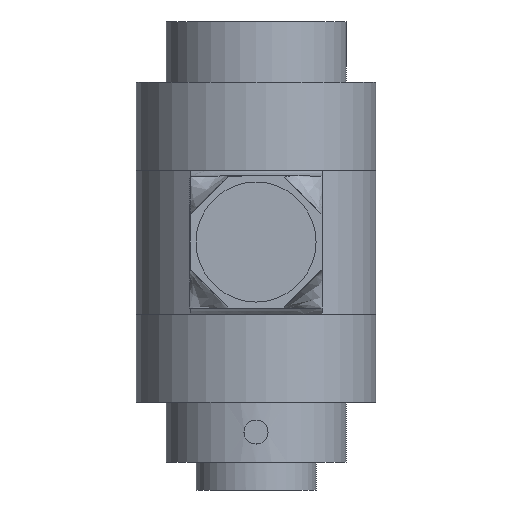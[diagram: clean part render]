
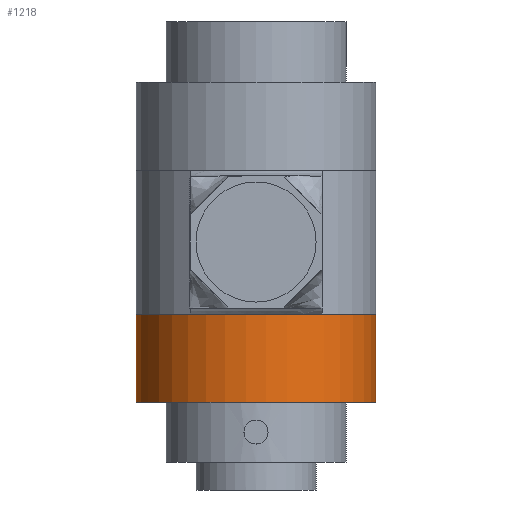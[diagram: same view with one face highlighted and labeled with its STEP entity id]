
A CAD part, front view. The second image highlights one B-rep face of the part: STEP entity #1218.
In plain terms, the highlighted cylindrical face has radius 30 mm (diameter 60 mm), a partial arc.
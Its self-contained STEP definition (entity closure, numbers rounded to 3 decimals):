
#84=B_SPLINE_CURVE_WITH_KNOTS('',3,(#4885,#4886,#4887,#4888,#4889,#4890,
#4891,#4892,#4893,#4894,#4895,#4896,#4897,#4898,#4899,#4900,#4901,#4902,
#4903,#4904,#4905,#4906),.UNSPECIFIED.,.F.,.F.,(4,3,3,3,3,3,3,4),(-0.683,
-0.622,-0.553,-0.277,-0.138,
-0.069,-0.027,0.),
 .UNSPECIFIED.);
#186=FACE_OUTER_BOUND('',#257,.T.);
#257=EDGE_LOOP('',(#964,#965,#966,#967,#968));
#348=LINE('',#1869,#437);
#360=LINE('',#1909,#449);
#437=VECTOR('',#1533,10.);
#449=VECTOR('',#1559,10.);
#507=CIRCLE('',#1368,30.);
#508=CIRCLE('',#1369,30.);
#567=VERTEX_POINT('',#1866);
#568=VERTEX_POINT('',#1868);
#582=VERTEX_POINT('',#1906);
#583=VERTEX_POINT('',#1908);
#586=VERTEX_POINT('',#4093);
#694=EDGE_CURVE('',#568,#567,#348,.T.);
#712=EDGE_CURVE('',#583,#582,#360,.T.);
#725=EDGE_CURVE('',#567,#586,#84,.T.);
#728=EDGE_CURVE('',#586,#583,#507,.T.);
#729=EDGE_CURVE('',#568,#582,#508,.T.);
#964=ORIENTED_EDGE('',*,*,#725,.T.);
#965=ORIENTED_EDGE('',*,*,#728,.T.);
#966=ORIENTED_EDGE('',*,*,#712,.T.);
#967=ORIENTED_EDGE('',*,*,#729,.F.);
#968=ORIENTED_EDGE('',*,*,#694,.T.);
#1178=CYLINDRICAL_SURFACE('',#1367,30.);
#1218=ADVANCED_FACE('',(#186),#1178,.T.);
#1367=AXIS2_PLACEMENT_3D('',#4910,#1583,#1584);
#1368=AXIS2_PLACEMENT_3D('',#4911,#1585,#1586);
#1369=AXIS2_PLACEMENT_3D('',#4912,#1587,#1588);
#1533=DIRECTION('',(0.,0.,-1.));
#1559=DIRECTION('',(0.,0.,1.));
#1583=DIRECTION('center_axis',(0.,0.,1.));
#1584=DIRECTION('ref_axis',(0.,-1.,0.));
#1585=DIRECTION('center_axis',(0.,0.,1.));
#1586=DIRECTION('ref_axis',(1.,0.,0.));
#1587=DIRECTION('center_axis',(0.,0.,1.));
#1588=DIRECTION('ref_axis',(1.,0.,0.));
#1866=CARTESIAN_POINT('',(-18.,24.,-51.166));
#1868=CARTESIAN_POINT('',(-18.,24.,-36.));
#1869=CARTESIAN_POINT('',(-18.,24.,-36.));
#1906=CARTESIAN_POINT('',(18.,24.,-36.));
#1908=CARTESIAN_POINT('',(18.,24.,-58.));
#1909=CARTESIAN_POINT('',(18.,24.,-36.));
#4093=CARTESIAN_POINT('',(-18.,24.,-58.));
#4885=CARTESIAN_POINT('Ctrl Pts',(-18.,24.,-51.166));
#4886=CARTESIAN_POINT('Ctrl Pts',(-18.,24.,-51.37));
#4887=CARTESIAN_POINT('Ctrl Pts',(-18.,24.,-51.574));
#4888=CARTESIAN_POINT('Ctrl Pts',(-18.,24.,-51.778));
#4889=CARTESIAN_POINT('Ctrl Pts',(-18.,24.,-52.008));
#4890=CARTESIAN_POINT('Ctrl Pts',(-18.,24.,-52.239));
#4891=CARTESIAN_POINT('Ctrl Pts',(-18.,24.,-52.469));
#4892=CARTESIAN_POINT('Ctrl Pts',(-18.,24.,-53.391));
#4893=CARTESIAN_POINT('Ctrl Pts',(-18.,24.,-54.313));
#4894=CARTESIAN_POINT('Ctrl Pts',(-18.,24.,-55.235));
#4895=CARTESIAN_POINT('Ctrl Pts',(-18.,24.,-55.696));
#4896=CARTESIAN_POINT('Ctrl Pts',(-18.,24.,-56.156));
#4897=CARTESIAN_POINT('Ctrl Pts',(-18.,24.,-56.617));
#4898=CARTESIAN_POINT('Ctrl Pts',(-18.,24.,-56.848));
#4899=CARTESIAN_POINT('Ctrl Pts',(-18.,24.,-57.078));
#4900=CARTESIAN_POINT('Ctrl Pts',(-18.,24.,-57.309));
#4901=CARTESIAN_POINT('Ctrl Pts',(-18.,24.,-57.451));
#4902=CARTESIAN_POINT('Ctrl Pts',(-18.,24.,-57.593));
#4903=CARTESIAN_POINT('Ctrl Pts',(-18.,24.,-57.735));
#4904=CARTESIAN_POINT('Ctrl Pts',(-18.,24.,-57.823));
#4905=CARTESIAN_POINT('Ctrl Pts',(-18.,24.,-57.912));
#4906=CARTESIAN_POINT('Ctrl Pts',(-18.,24.,-58.));
#4910=CARTESIAN_POINT('Origin',(0.,0.,-36.));
#4911=CARTESIAN_POINT('Origin',(0.,0.,-58.));
#4912=CARTESIAN_POINT('Origin',(0.,0.,-36.));
